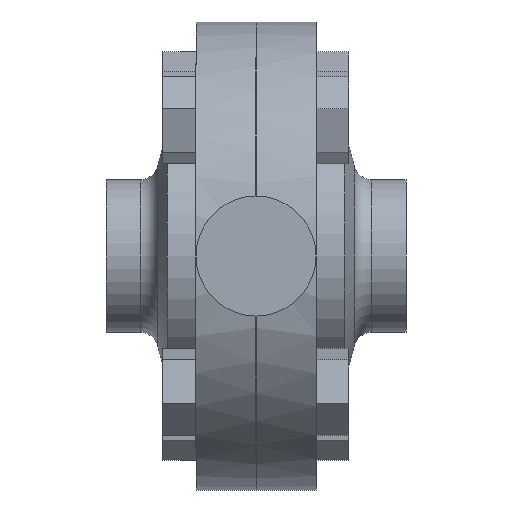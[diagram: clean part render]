
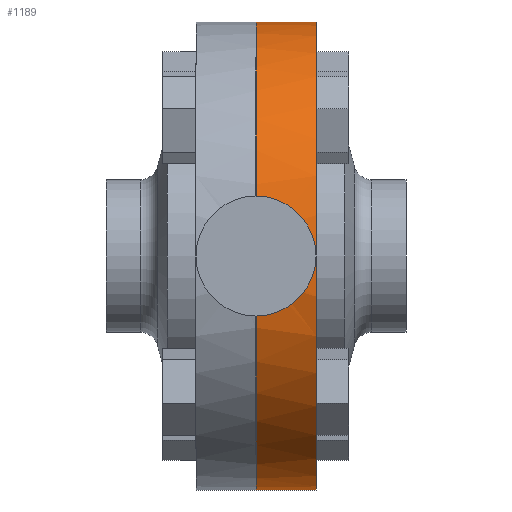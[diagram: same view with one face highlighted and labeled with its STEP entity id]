
A CAD part, front view. The second image highlights one B-rep face of the part: STEP entity #1189.
In plain terms, the highlighted cylindrical face has radius 39 mm (diameter 78 mm), a partial arc.
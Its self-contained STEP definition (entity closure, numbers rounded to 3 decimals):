
#21 = VERTEX_POINT ( 'NONE', #1385 ) ;
#69 = EDGE_CURVE ( 'NONE', #236, #2171, #1149, .T. ) ;
#91 = CARTESIAN_POINT ( 'NONE',  ( 4.773, -38.83, -3.657 ) ) ;
#100 = CARTESIAN_POINT ( 'NONE',  ( 2.662, -38.626, 5.391 ) ) ;
#112 = CARTESIAN_POINT ( 'NONE',  ( 1.93, -38.584, 5.684 ) ) ;
#121 = CARTESIAN_POINT ( 'NONE',  ( 5.961, -38.994, 0.786 ) ) ;
#234 = CARTESIAN_POINT ( 'NONE',  ( 0., 0., 39. ) ) ;
#236 = VERTEX_POINT ( 'NONE', #1581 ) ;
#262 = CARTESIAN_POINT ( 'NONE',  ( 5.469, -38.922, -2.475 ) ) ;
#267 = CARTESIAN_POINT ( 'NONE',  ( 2.118, -38.593, 5.617 ) ) ;
#282 = CARTESIAN_POINT ( 'NONE',  ( 4.519, -38.799, 3.966 ) ) ;
#285 = CARTESIAN_POINT ( 'NONE',  ( 5.384, -38.91, -2.655 ) ) ;
#354 = DIRECTION ( 'NONE',  ( -1., 0., 0. ) ) ;
#359 = AXIS2_PLACEMENT_3D ( 'NONE', #543, #354, #1603 ) ;
#378 = CARTESIAN_POINT ( 'NONE',  ( 10., 0., -39. ) ) ;
#380 = ORIENTED_EDGE ( 'NONE', *, *, #2021, .F. ) ;
#419 = DIRECTION ( 'NONE',  ( -1., 0., 0. ) ) ;
#437 = CARTESIAN_POINT ( 'NONE',  ( 4.525, -38.799, -3.96 ) ) ;
#441 = CARTESIAN_POINT ( 'NONE',  ( 5.198, -38.885, 3.003 ) ) ;
#456 = CARTESIAN_POINT ( 'NONE',  ( 3.664, -38.708, -4.768 ) ) ;
#467 = CARTESIAN_POINT ( 'NONE',  ( 5.199, -38.885, -3.002 ) ) ;
#469 = CARTESIAN_POINT ( 'NONE',  ( 0., 0., 0. ) ) ;
#495 = B_SPLINE_CURVE_WITH_KNOTS ( 'NONE', 3,
 ( #768, #1895, #1005, #1190, #1354, #112, #267, #100, #815, #1344, #827, #282, #648, #632, #441, #1920, #1909, #1173, #1179, #1193, #121, #2089, #2267, #1536, #1366, #1902, #262, #285, #467, #1516, #91, #437, #1740, #456, #1524, #1732, #1339, #2100, #609, #2254, #1347, #1014, #2072 ),
 .UNSPECIFIED., .F., .F.,
 ( 4, 2, 2, 2, 2, 2, 2, 2, 1, 2, 2, 2, 2, 2, 2, 2, 2, 2, 2, 2, 2, 4 ),
 ( 0., 0.001, 0.002, 0.002, 0.004, 0.005, 0.006, 0.006, 0.007, 0.008, 0.008, 0.009, 0.011, 0.012, 0.012, 0.013, 0.014, 0.015, 0.016, 0.016, 0.018, 0.019 ),
 .UNSPECIFIED. ) ;
#543 = CARTESIAN_POINT ( 'NONE',  ( 0., 0., 0. ) ) ;
#565 = AXIS2_PLACEMENT_3D ( 'NONE', #800, #419, #1705 ) ;
#574 = VERTEX_POINT ( 'NONE', #378 ) ;
#591 = ORIENTED_EDGE ( 'NONE', *, *, #1779, .T. ) ;
#609 = CARTESIAN_POINT ( 'NONE',  ( 1.938, -38.583, -5.692 ) ) ;
#622 = AXIS2_PLACEMENT_3D ( 'NONE', #469, #645, #1744 ) ;
#632 = CARTESIAN_POINT ( 'NONE',  ( 5.096, -38.871, 3.173 ) ) ;
#635 = LINE ( 'NONE', #234, #1319 ) ;
#645 = DIRECTION ( 'NONE',  ( -1., 0., 0. ) ) ;
#648 = CARTESIAN_POINT ( 'NONE',  ( 4.767, -38.829, 3.665 ) ) ;
#654 = ORIENTED_EDGE ( 'NONE', *, *, #2216, .T. ) ;
#763 = CIRCLE ( 'NONE', #359, 39. ) ;
#764 = CARTESIAN_POINT ( 'NONE',  ( 0., 0., 39. ) ) ;
#768 = CARTESIAN_POINT ( 'NONE',  ( 0., -38.536, 6. ) ) ;
#800 = CARTESIAN_POINT ( 'NONE',  ( 0., 0., 0. ) ) ;
#815 = CARTESIAN_POINT ( 'NONE',  ( 3.007, -38.651, 5.207 ) ) ;
#820 = CARTESIAN_POINT ( 'NONE',  ( 0., -38.536, -6. ) ) ;
#827 = CARTESIAN_POINT ( 'NONE',  ( 3.966, -38.738, 4.519 ) ) ;
#837 = CARTESIAN_POINT ( 'NONE',  ( 10., 0., 39. ) ) ;
#942 = ORIENTED_EDGE ( 'NONE', *, *, #1476, .T. ) ;
#1005 = CARTESIAN_POINT ( 'NONE',  ( 0.787, -38.542, 5.961 ) ) ;
#1014 = CARTESIAN_POINT ( 'NONE',  ( 0.397, -38.536, -6. ) ) ;
#1068 = CARTESIAN_POINT ( 'NONE',  ( 10., 0., 0. ) ) ;
#1076 = LINE ( 'NONE', #1213, #1266 ) ;
#1086 = DIRECTION ( 'NONE',  ( 0., 0., 1. ) ) ;
#1097 = EDGE_LOOP ( 'NONE', ( #1182, #942, #654, #1256, #591, #380 ) ) ;
#1149 = CIRCLE ( 'NONE', #622, 39. ) ;
#1173 = CARTESIAN_POINT ( 'NONE',  ( 5.683, -38.952, 1.936 ) ) ;
#1179 = CARTESIAN_POINT ( 'NONE',  ( 5.797, -38.969, 1.56 ) ) ;
#1182 = ORIENTED_EDGE ( 'NONE', *, *, #2330, .F. ) ;
#1189 = ADVANCED_FACE ( 'NONE', ( #1316 ), #2184, .T. ) ;
#1190 = CARTESIAN_POINT ( 'NONE',  ( 1.363, -38.559, 5.846 ) ) ;
#1193 = CARTESIAN_POINT ( 'NONE',  ( 5.846, -38.977, 1.367 ) ) ;
#1213 = CARTESIAN_POINT ( 'NONE',  ( 0., 0., -39. ) ) ;
#1251 = DIRECTION ( 'NONE',  ( -1., 0., 0. ) ) ;
#1256 = ORIENTED_EDGE ( 'NONE', *, *, #69, .F. ) ;
#1266 = VECTOR ( 'NONE', #1961, 1000. ) ;
#1293 = CIRCLE ( 'NONE', #2250, 39. ) ;
#1316 = FACE_OUTER_BOUND ( 'NONE', #1097, .T. ) ;
#1319 = VECTOR ( 'NONE', #2052, 1000. ) ;
#1339 = CARTESIAN_POINT ( 'NONE',  ( 2.662, -38.627, -5.381 ) ) ;
#1344 = CARTESIAN_POINT ( 'NONE',  ( 3.658, -38.708, 4.772 ) ) ;
#1347 = CARTESIAN_POINT ( 'NONE',  ( 0.794, -38.542, -5.96 ) ) ;
#1354 = CARTESIAN_POINT ( 'NONE',  ( 1.553, -38.567, 5.799 ) ) ;
#1366 = CARTESIAN_POINT ( 'NONE',  ( 5.808, -38.971, -1.555 ) ) ;
#1385 = CARTESIAN_POINT ( 'NONE',  ( 0., 0., -39. ) ) ;
#1476 = EDGE_CURVE ( 'NONE', #574, #1901, #1293, .T. ) ;
#1516 = CARTESIAN_POINT ( 'NONE',  ( 5.098, -38.871, -3.17 ) ) ;
#1524 = CARTESIAN_POINT ( 'NONE',  ( 3.177, -38.666, -5.094 ) ) ;
#1536 = CARTESIAN_POINT ( 'NONE',  ( 5.961, -38.994, -0.786 ) ) ;
#1581 = CARTESIAN_POINT ( 'NONE',  ( 0., -38.536, 6. ) ) ;
#1603 = DIRECTION ( 'NONE',  ( 0., 0., 1. ) ) ;
#1705 = DIRECTION ( 'NONE',  ( 0., 0., 1. ) ) ;
#1732 = CARTESIAN_POINT ( 'NONE',  ( 3.009, -38.653, -5.195 ) ) ;
#1740 = CARTESIAN_POINT ( 'NONE',  ( 3.966, -38.738, -4.52 ) ) ;
#1744 = DIRECTION ( 'NONE',  ( 0., 0., 1. ) ) ;
#1779 = EDGE_CURVE ( 'NONE', #236, #1822, #495, .T. ) ;
#1822 = VERTEX_POINT ( 'NONE', #820 ) ;
#1895 = CARTESIAN_POINT ( 'NONE',  ( 0.397, -38.536, 6. ) ) ;
#1901 = VERTEX_POINT ( 'NONE', #837 ) ;
#1902 = CARTESIAN_POINT ( 'NONE',  ( 5.695, -38.954, -1.93 ) ) ;
#1909 = CARTESIAN_POINT ( 'NONE',  ( 5.55, -38.933, 2.304 ) ) ;
#1920 = CARTESIAN_POINT ( 'NONE',  ( 5.383, -38.91, 2.657 ) ) ;
#1961 = DIRECTION ( 'NONE',  ( -1., 0., 0. ) ) ;
#2021 = EDGE_CURVE ( 'NONE', #21, #1822, #763, .T. ) ;
#2052 = DIRECTION ( 'NONE',  ( -1., 0., 0. ) ) ;
#2072 = CARTESIAN_POINT ( 'NONE',  ( 0., -38.536, -6. ) ) ;
#2089 = CARTESIAN_POINT ( 'NONE',  ( 6., -39., 0.396 ) ) ;
#2100 = CARTESIAN_POINT ( 'NONE',  ( 2.482, -38.615, -5.466 ) ) ;
#2171 = VERTEX_POINT ( 'NONE', #764 ) ;
#2184 = CYLINDRICAL_SURFACE ( 'NONE', #565, 39. ) ;
#2216 = EDGE_CURVE ( 'NONE', #1901, #2171, #635, .T. ) ;
#2250 = AXIS2_PLACEMENT_3D ( 'NONE', #1068, #1251, #1086 ) ;
#2254 = CARTESIAN_POINT ( 'NONE',  ( 1.564, -38.566, -5.806 ) ) ;
#2267 = CARTESIAN_POINT ( 'NONE',  ( 6., -39., -0.387 ) ) ;
#2330 = EDGE_CURVE ( 'NONE', #574, #21, #1076, .T. ) ;
